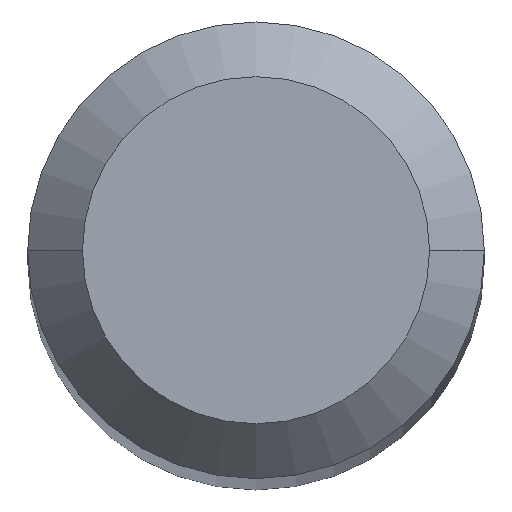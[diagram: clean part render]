
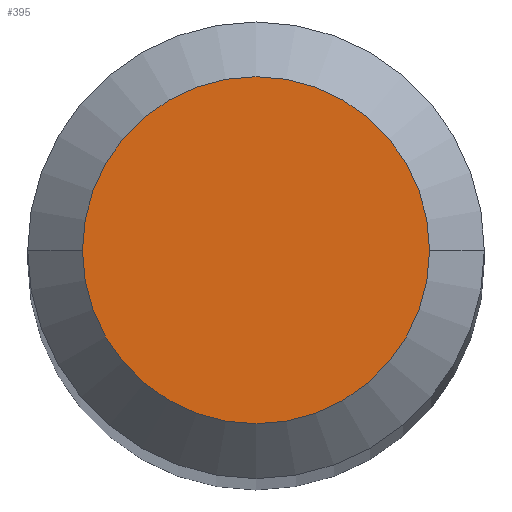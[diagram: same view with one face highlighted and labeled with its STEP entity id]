
A CAD part, top view. The second image highlights one B-rep face of the part: STEP entity #395.
In plain terms, the highlighted planar face has unit normal (0, 0, 1).
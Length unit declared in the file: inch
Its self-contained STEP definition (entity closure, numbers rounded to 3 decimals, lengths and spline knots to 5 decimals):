
#25 = CARTESIAN_POINT ( 'NONE',  ( 0., 0., 0. ) ) ;
#45 = CARTESIAN_POINT ( 'NONE',  ( -0.0475, 0., 0. ) ) ;
#92 = CIRCLE ( 'NONE', #149, 0.0475 ) ;
#94 = PLANE ( 'NONE',  #365 ) ;
#105 = EDGE_CURVE ( 'NONE', #110, #296, #379, .T. ) ;
#110 = VERTEX_POINT ( 'NONE', #45 ) ;
#129 = EDGE_LOOP ( 'NONE', ( #259, #187 ) ) ;
#149 = AXIS2_PLACEMENT_3D ( 'NONE', #25, #197, #344 ) ;
#157 = CARTESIAN_POINT ( 'NONE',  ( 0., 0.0475, 0. ) ) ;
#172 = AXIS2_PLACEMENT_3D ( 'NONE', #429, #179, #464 ) ;
#179 = DIRECTION ( 'NONE',  ( 0., 0., 1. ) ) ;
#187 = ORIENTED_EDGE ( 'NONE', *, *, #448, .T. ) ;
#197 = DIRECTION ( 'NONE',  ( 0., 0., 1. ) ) ;
#234 = DIRECTION ( 'NONE',  ( -1., 0., 0. ) ) ;
#259 = ORIENTED_EDGE ( 'NONE', *, *, #105, .T. ) ;
#263 = DIRECTION ( 'NONE',  ( 0., 0., -1. ) ) ;
#275 = FACE_OUTER_BOUND ( 'NONE', #129, .T. ) ;
#296 = VERTEX_POINT ( 'NONE', #297 ) ;
#297 = CARTESIAN_POINT ( 'NONE',  ( 0.0475, 0., 0. ) ) ;
#344 = DIRECTION ( 'NONE',  ( 1., 0., 0. ) ) ;
#365 = AXIS2_PLACEMENT_3D ( 'NONE', #157, #263, #234 ) ;
#379 = CIRCLE ( 'NONE', #172, 0.0475 ) ;
#395 = ADVANCED_FACE ( 'NONE', ( #275 ), #94, .F. ) ;
#429 = CARTESIAN_POINT ( 'NONE',  ( 0., 0., 0. ) ) ;
#448 = EDGE_CURVE ( 'NONE', #296, #110, #92, .T. ) ;
#464 = DIRECTION ( 'NONE',  ( 1., 0., 0. ) ) ;
